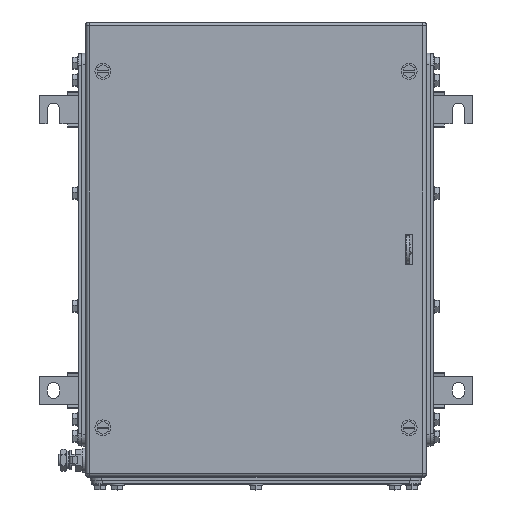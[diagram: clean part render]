
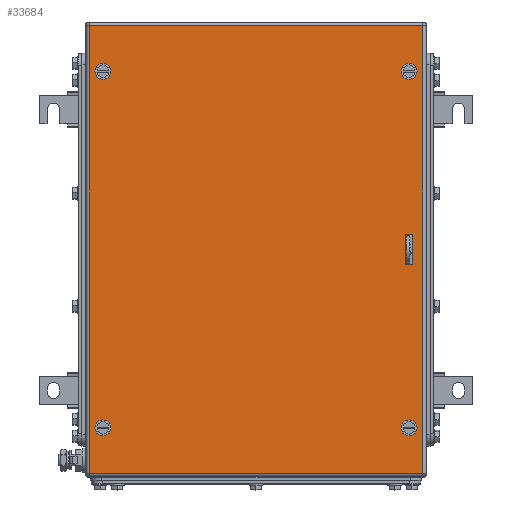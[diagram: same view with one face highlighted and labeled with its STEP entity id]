
A CAD part, top view. The second image highlights one B-rep face of the part: STEP entity #33684.
In plain terms, the highlighted planar face has unit normal (0, 0, 1).
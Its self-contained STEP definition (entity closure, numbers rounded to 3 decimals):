
#33524=AXIS2_PLACEMENT_3D('Circle Axis2P3D',#33522,#33523,$) ;
#33551=AXIS2_PLACEMENT_3D('Plane Axis2P3D',#33548,#33549,#33550) ;
#33589=AXIS2_PLACEMENT_3D('Circle Axis2P3D',#33587,#33588,$) ;
#33598=AXIS2_PLACEMENT_3D('Circle Axis2P3D',#33596,#33597,$) ;
#33607=AXIS2_PLACEMENT_3D('Circle Axis2P3D',#33605,#33606,$) ;
#33616=AXIS2_PLACEMENT_3D('Circle Axis2P3D',#33614,#33615,$) ;
#33625=AXIS2_PLACEMENT_3D('Circle Axis2P3D',#33623,#33624,$) ;
#33634=AXIS2_PLACEMENT_3D('Circle Axis2P3D',#33632,#33633,$) ;
#33643=AXIS2_PLACEMENT_3D('Circle Axis2P3D',#33641,#33642,$) ;
#33519=CARTESIAN_POINT('Vertex',(59.5,367.75,203.5)) ;
#33522=CARTESIAN_POINT('Axis2P3D Location',(56.,367.75,203.5)) ;
#33526=CARTESIAN_POINT('Vertex',(52.5,367.75,203.5)) ;
#33548=CARTESIAN_POINT('Axis2P3D Location',(190.5,211.,203.5)) ;
#33553=CARTESIAN_POINT('Line Origine',(190.5,407.5,203.5)) ;
#33557=CARTESIAN_POINT('Vertex',(337.,407.5,203.5)) ;
#33559=CARTESIAN_POINT('Vertex',(44.,407.5,203.5)) ;
#33562=CARTESIAN_POINT('Line Origine',(44.,211.,203.5)) ;
#33566=CARTESIAN_POINT('Vertex',(44.,14.5,203.5)) ;
#33569=CARTESIAN_POINT('Line Origine',(190.5,14.5,203.5)) ;
#33573=CARTESIAN_POINT('Vertex',(337.,14.5,203.5)) ;
#33576=CARTESIAN_POINT('Line Origine',(337.,211.,203.5)) ;
#33587=CARTESIAN_POINT('Axis2P3D Location',(56.,367.75,203.5)) ;
#33596=CARTESIAN_POINT('Axis2P3D Location',(56.,54.25,203.5)) ;
#33600=CARTESIAN_POINT('Vertex',(52.5,54.25,203.5)) ;
#33602=CARTESIAN_POINT('Vertex',(59.5,54.25,203.5)) ;
#33605=CARTESIAN_POINT('Axis2P3D Location',(56.,54.25,203.5)) ;
#33614=CARTESIAN_POINT('Axis2P3D Location',(325.,54.25,203.5)) ;
#33618=CARTESIAN_POINT('Vertex',(328.5,54.25,203.5)) ;
#33620=CARTESIAN_POINT('Vertex',(321.5,54.25,203.5)) ;
#33623=CARTESIAN_POINT('Axis2P3D Location',(325.,54.25,203.5)) ;
#33632=CARTESIAN_POINT('Axis2P3D Location',(325.,367.75,203.5)) ;
#33636=CARTESIAN_POINT('Vertex',(328.5,367.75,203.5)) ;
#33638=CARTESIAN_POINT('Vertex',(321.5,367.75,203.5)) ;
#33641=CARTESIAN_POINT('Axis2P3D Location',(325.,367.75,203.5)) ;
#33650=CARTESIAN_POINT('Line Origine',(324.75,197.5,203.5)) ;
#33654=CARTESIAN_POINT('Vertex',(328.,197.5,203.5)) ;
#33656=CARTESIAN_POINT('Vertex',(321.5,197.5,203.5)) ;
#33659=CARTESIAN_POINT('Line Origine',(321.5,211.,203.5)) ;
#33663=CARTESIAN_POINT('Vertex',(321.5,224.5,203.5)) ;
#33666=CARTESIAN_POINT('Line Origine',(324.75,224.5,203.5)) ;
#33670=CARTESIAN_POINT('Vertex',(328.,224.5,203.5)) ;
#33673=CARTESIAN_POINT('Line Origine',(328.,211.,203.5)) ;
#33523=DIRECTION('Axis2P3D Direction',(0.,0.,1.)) ;
#33549=DIRECTION('Axis2P3D Direction',(0.,0.,1.)) ;
#33550=DIRECTION('Axis2P3D XDirection',(1.,0.,0.)) ;
#33554=DIRECTION('Vector Direction',(1.,0.,0.)) ;
#33563=DIRECTION('Vector Direction',(0.,-1.,0.)) ;
#33570=DIRECTION('Vector Direction',(1.,0.,0.)) ;
#33577=DIRECTION('Vector Direction',(0.,1.,0.)) ;
#33588=DIRECTION('Axis2P3D Direction',(0.,0.,1.)) ;
#33597=DIRECTION('Axis2P3D Direction',(0.,0.,1.)) ;
#33606=DIRECTION('Axis2P3D Direction',(0.,0.,1.)) ;
#33615=DIRECTION('Axis2P3D Direction',(0.,0.,1.)) ;
#33624=DIRECTION('Axis2P3D Direction',(0.,0.,1.)) ;
#33633=DIRECTION('Axis2P3D Direction',(0.,0.,1.)) ;
#33642=DIRECTION('Axis2P3D Direction',(0.,0.,1.)) ;
#33651=DIRECTION('Vector Direction',(-1.,0.,0.)) ;
#33660=DIRECTION('Vector Direction',(0.,1.,0.)) ;
#33667=DIRECTION('Vector Direction',(1.,0.,0.)) ;
#33674=DIRECTION('Vector Direction',(0.,-1.,0.)) ;
#33555=VECTOR('Line Direction',#33554,1.) ;
#33564=VECTOR('Line Direction',#33563,1.) ;
#33571=VECTOR('Line Direction',#33570,1.) ;
#33578=VECTOR('Line Direction',#33577,1.) ;
#33652=VECTOR('Line Direction',#33651,1.) ;
#33661=VECTOR('Line Direction',#33660,1.) ;
#33668=VECTOR('Line Direction',#33667,1.) ;
#33675=VECTOR('Line Direction',#33674,1.) ;
#33582=ORIENTED_EDGE('',*,*,#33561,.T.) ;
#33583=ORIENTED_EDGE('',*,*,#33568,.T.) ;
#33584=ORIENTED_EDGE('',*,*,#33575,.T.) ;
#33585=ORIENTED_EDGE('',*,*,#33580,.T.) ;
#33593=ORIENTED_EDGE('',*,*,#33591,.F.) ;
#33594=ORIENTED_EDGE('',*,*,#33528,.F.) ;
#33611=ORIENTED_EDGE('',*,*,#33604,.F.) ;
#33612=ORIENTED_EDGE('',*,*,#33609,.F.) ;
#33629=ORIENTED_EDGE('',*,*,#33622,.F.) ;
#33630=ORIENTED_EDGE('',*,*,#33627,.F.) ;
#33647=ORIENTED_EDGE('',*,*,#33640,.F.) ;
#33648=ORIENTED_EDGE('',*,*,#33645,.F.) ;
#33679=ORIENTED_EDGE('',*,*,#33658,.T.) ;
#33680=ORIENTED_EDGE('',*,*,#33665,.T.) ;
#33681=ORIENTED_EDGE('',*,*,#33672,.T.) ;
#33682=ORIENTED_EDGE('',*,*,#33677,.T.) ;
#33595=FACE_BOUND('',#33592,.T.) ;
#33613=FACE_BOUND('',#33610,.T.) ;
#33631=FACE_BOUND('',#33628,.T.) ;
#33649=FACE_BOUND('',#33646,.T.) ;
#33683=FACE_BOUND('',#33678,.T.) ;
#33684=ADVANCED_FACE('ZUB_KTB_MH_400x300x200_3GP_AllCATPart.1\\ZUB_DE_KTB_MH_400x300.1\\DE_KTB_MH_PART_MASTER.1\\Koerper.2',(#33586,#33595,#33613,#33631,#33649,#33683),#33552,.T.) ;
#33525=CIRCLE('generated circle',#33524,3.5) ;
#33590=CIRCLE('generated circle',#33589,3.5) ;
#33599=CIRCLE('generated circle',#33598,3.5) ;
#33608=CIRCLE('generated circle',#33607,3.5) ;
#33617=CIRCLE('generated circle',#33616,3.5) ;
#33626=CIRCLE('generated circle',#33625,3.5) ;
#33635=CIRCLE('generated circle',#33634,3.5) ;
#33644=CIRCLE('generated circle',#33643,3.5) ;
#33528=EDGE_CURVE('',#33520,#33527,#33525,.T.) ;
#33561=EDGE_CURVE('',#33558,#33560,#33556,.F.) ;
#33568=EDGE_CURVE('',#33560,#33567,#33565,.T.) ;
#33575=EDGE_CURVE('',#33567,#33574,#33572,.T.) ;
#33580=EDGE_CURVE('',#33574,#33558,#33579,.T.) ;
#33591=EDGE_CURVE('',#33527,#33520,#33590,.T.) ;
#33604=EDGE_CURVE('',#33601,#33603,#33599,.T.) ;
#33609=EDGE_CURVE('',#33603,#33601,#33608,.T.) ;
#33622=EDGE_CURVE('',#33619,#33621,#33617,.T.) ;
#33627=EDGE_CURVE('',#33621,#33619,#33626,.T.) ;
#33640=EDGE_CURVE('',#33637,#33639,#33635,.T.) ;
#33645=EDGE_CURVE('',#33639,#33637,#33644,.T.) ;
#33658=EDGE_CURVE('',#33655,#33657,#33653,.T.) ;
#33665=EDGE_CURVE('',#33657,#33664,#33662,.T.) ;
#33672=EDGE_CURVE('',#33664,#33671,#33669,.T.) ;
#33677=EDGE_CURVE('',#33671,#33655,#33676,.T.) ;
#33581=EDGE_LOOP('',(#33582,#33583,#33584,#33585)) ;
#33592=EDGE_LOOP('',(#33593,#33594)) ;
#33610=EDGE_LOOP('',(#33611,#33612)) ;
#33628=EDGE_LOOP('',(#33629,#33630)) ;
#33646=EDGE_LOOP('',(#33647,#33648)) ;
#33678=EDGE_LOOP('',(#33679,#33680,#33681,#33682)) ;
#33586=FACE_OUTER_BOUND('',#33581,.T.) ;
#33556=LINE('Line',#33553,#33555) ;
#33565=LINE('Line',#33562,#33564) ;
#33572=LINE('Line',#33569,#33571) ;
#33579=LINE('Line',#33576,#33578) ;
#33653=LINE('Line',#33650,#33652) ;
#33662=LINE('Line',#33659,#33661) ;
#33669=LINE('Line',#33666,#33668) ;
#33676=LINE('Line',#33673,#33675) ;
#33552=PLANE('',#33551) ;
#33520=VERTEX_POINT('',#33519) ;
#33527=VERTEX_POINT('',#33526) ;
#33558=VERTEX_POINT('',#33557) ;
#33560=VERTEX_POINT('',#33559) ;
#33567=VERTEX_POINT('',#33566) ;
#33574=VERTEX_POINT('',#33573) ;
#33601=VERTEX_POINT('',#33600) ;
#33603=VERTEX_POINT('',#33602) ;
#33619=VERTEX_POINT('',#33618) ;
#33621=VERTEX_POINT('',#33620) ;
#33637=VERTEX_POINT('',#33636) ;
#33639=VERTEX_POINT('',#33638) ;
#33655=VERTEX_POINT('',#33654) ;
#33657=VERTEX_POINT('',#33656) ;
#33664=VERTEX_POINT('',#33663) ;
#33671=VERTEX_POINT('',#33670) ;
